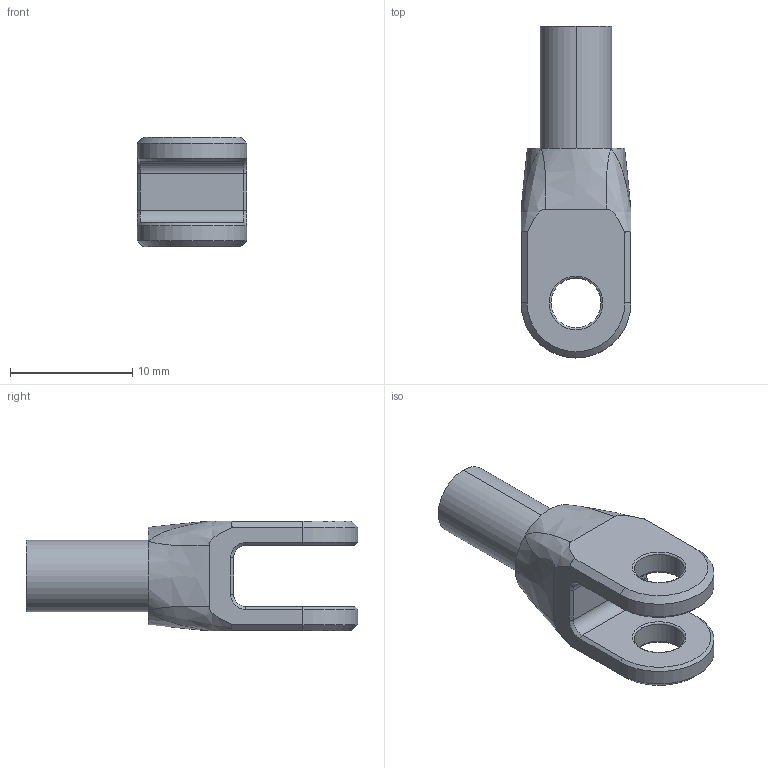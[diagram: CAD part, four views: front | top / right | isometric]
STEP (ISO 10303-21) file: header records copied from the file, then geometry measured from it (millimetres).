
FILE_DESCRIPTION (( 'STEP AP214' ), '1' );
FILE_NAME ('clevis.STEP', '2018-03-21T12:33:48', ( '' ), ( '' ), 'SwSTEP 2.0', 'SolidWorks 2015', '' );
FILE_SCHEMA (( 'AUTOMOTIVE_DESIGN' ));
Length unit declared in the file: millimetre
Products named in the file (1): clevis
Bounding box: 9 x 27.19 x 9 mm (x, y, z)
Volume: 1023 mm3; surface area: 893.3 mm2
Topology: 1 solids, 1 shells, 53 faces, 130 edges, 76 vertices
Faces by surface type: plane 19, cylinder 10, torus 8, bspline 8, cone 8
Entity records: 1946 total; most frequent: CARTESIAN_POINT 708, ORIENTED_EDGE 252, DIRECTION 250, EDGE_CURVE 126, AXIS2_PLACEMENT_3D 98, VERTEX_POINT 76, EDGE_LOOP 58, VECTOR 54
